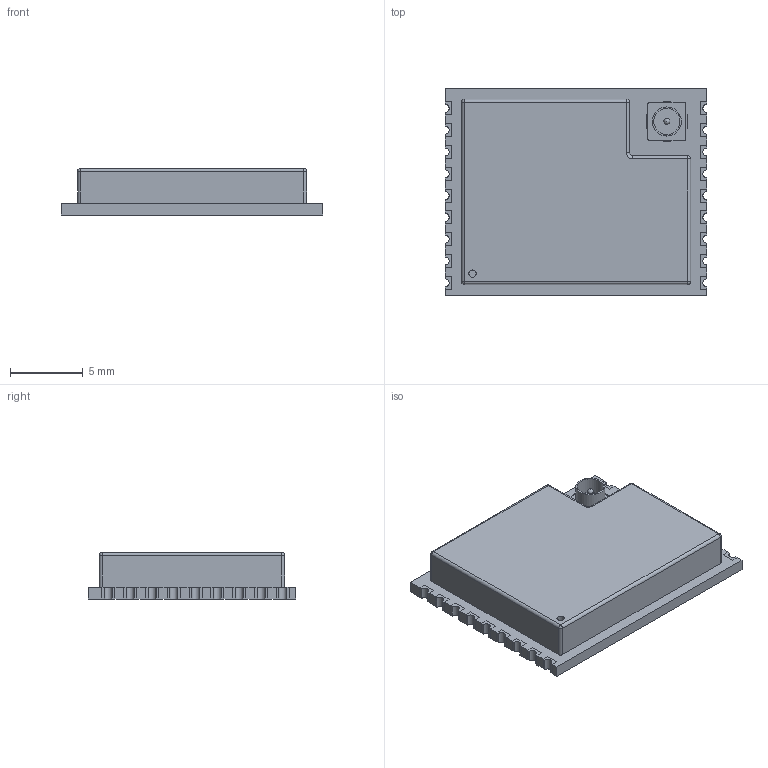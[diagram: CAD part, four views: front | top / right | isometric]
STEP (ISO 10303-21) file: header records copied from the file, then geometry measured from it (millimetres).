
FILE_DESCRIPTION(('FreeCAD Model'),'2;1');
FILE_NAME('Open CASCADE Shape Model','2024-05-05T11:17:05',( 'kicad StepUp'),('ksu MCAD'),'Open CASCADE STEP processor 7.6', 'FreeCAD','Unknown');
FILE_SCHEMA(('AUTOMOTIVE_DESIGN { 1 0 10303 214 1 1 1 1 }'));
Length unit declared in the file: millimetre
Products named in the file (1): ESP32-C3-WROOM-02U
Bounding box: 18 x 14.3 x 3.23 mm (x, y, z)
Volume: 649.7 mm3; surface area: 1173.3 mm2
Topology: 37 solids, 37 shells, 348 faces, 809 edges, 530 vertices
Faces by surface type: plane 302, cylinder 39, sphere 6, torus 1
Full cylindrical faces by diameter (mm): 0.4 x1, 0.5 x1, 1.8 x1, 2 x2
Entity records: 12417 total; most frequent: CARTESIAN_POINT 1682, ORIENTED_EDGE 1606, DIRECTION 1581, EDGE_CURVE 803, LINE 723, VECTOR 723, VERTEX_POINT 530, AXIS2_PLACEMENT_3D 429
